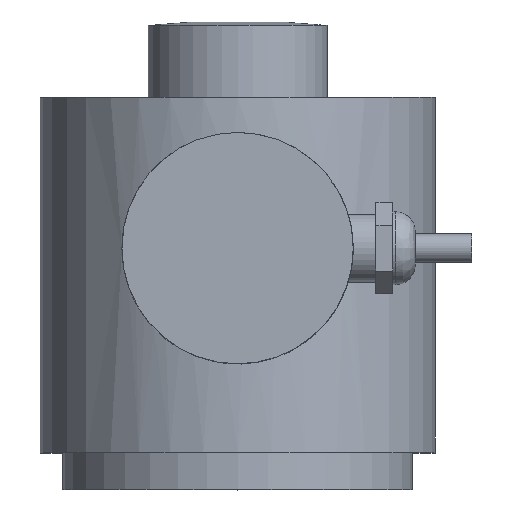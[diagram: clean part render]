
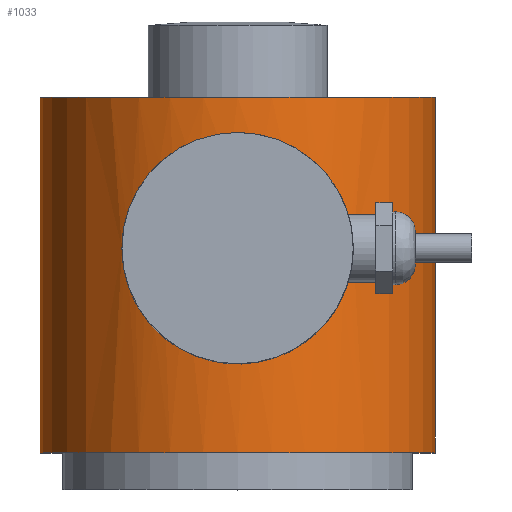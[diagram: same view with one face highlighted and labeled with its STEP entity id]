
A CAD part, top view. The second image highlights one B-rep face of the part: STEP entity #1033.
In plain terms, the highlighted cylindrical face has radius 35 mm (diameter 70 mm), a full revolution.
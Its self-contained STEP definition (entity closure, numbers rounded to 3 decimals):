
#66=B_SPLINE_CURVE_WITH_KNOTS('',3,(#4209,#4210,#4211,#4212,#4213,#4214,
#4215,#4216,#4217,#4218,#4219,#4220,#4221,#4222,#4223,#4224,#4225,#4226,
#4227,#4228,#4229,#4230,#4231,#4232,#4233,#4234,#4235,#4236,#4237,#4238,
#4239,#4240,#4241,#4242),.UNSPECIFIED.,.F.,.F.,(4,2,2,2,2,2,2,2,2,2,2,2,
2,2,2,2,4),(0.,0.399,0.798,1.196,1.595,
1.991,2.388,2.784,3.181,3.577,
3.974,4.37,4.767,5.166,5.564,
5.963,6.362),.UNSPECIFIED.);
#67=B_SPLINE_CURVE_WITH_KNOTS('',3,(#4243,#4244,#4245,#4246,#4247,#4248,
#4249,#4250,#4251,#4252,#4253,#4254,#4255,#4256,#4257,#4258,#4259,#4260,
#4261,#4262,#4263,#4264,#4265,#4266,#4267,#4268,#4269,#4270,#4271,#4272,
#4273,#4274,#4275,#4276),.UNSPECIFIED.,.F.,.F.,(4,2,2,2,2,2,2,2,2,2,2,2,
2,2,2,2,4),(6.362,6.761,7.159,7.558,
7.957,8.353,8.75,9.146,9.543,
9.939,10.336,10.732,11.129,11.527,
11.926,12.325,12.724),.UNSPECIFIED.);
#84=FACE_BOUND('',#244,.T.);
#172=FACE_OUTER_BOUND('',#243,.T.);
#243=EDGE_LOOP('',(#925,#926,#927,#928));
#244=EDGE_LOOP('',(#929,#930));
#316=LINE('',#4293,#384);
#384=VECTOR('',#1380,35.);
#410=CIRCLE('',#1133,35.);
#412=CIRCLE('',#1136,35.);
#502=VERTEX_POINT('',#4206);
#503=VERTEX_POINT('',#4208);
#506=VERTEX_POINT('',#4286);
#508=VERTEX_POINT('',#4291);
#643=EDGE_CURVE('',#503,#502,#66,.T.);
#644=EDGE_CURVE('',#502,#503,#67,.T.);
#648=EDGE_CURVE('',#506,#506,#410,.T.);
#650=EDGE_CURVE('',#508,#508,#412,.T.);
#651=EDGE_CURVE('',#508,#506,#316,.T.);
#925=ORIENTED_EDGE('',*,*,#650,.F.);
#926=ORIENTED_EDGE('',*,*,#651,.T.);
#927=ORIENTED_EDGE('',*,*,#648,.T.);
#928=ORIENTED_EDGE('',*,*,#651,.F.);
#929=ORIENTED_EDGE('',*,*,#643,.T.);
#930=ORIENTED_EDGE('',*,*,#644,.T.);
#972=CYLINDRICAL_SURFACE('',#1135,35.);
#1033=ADVANCED_FACE('',(#172,#84),#972,.T.);
#1133=AXIS2_PLACEMENT_3D('',#4287,#1372,#1373);
#1135=AXIS2_PLACEMENT_3D('',#4290,#1376,#1377);
#1136=AXIS2_PLACEMENT_3D('',#4292,#1378,#1379);
#1372=DIRECTION('center_axis',(0.,1.,0.));
#1373=DIRECTION('ref_axis',(-1.,0.,0.));
#1376=DIRECTION('center_axis',(0.,1.,0.));
#1377=DIRECTION('ref_axis',(-1.,0.,0.));
#1378=DIRECTION('center_axis',(0.,1.,0.));
#1379=DIRECTION('ref_axis',(-1.,0.,0.));
#1380=DIRECTION('',(0.,-1.,0.));
#4206=CARTESIAN_POINT('',(-20.5,42.7,28.368));
#4208=CARTESIAN_POINT('',(20.5,42.7,28.368));
#4209=CARTESIAN_POINT('Ctrl Pts',(20.5,42.7,28.368));
#4210=CARTESIAN_POINT('Ctrl Pts',(20.5,41.371,28.368));
#4211=CARTESIAN_POINT('Ctrl Pts',(20.369,40.012,28.464));
#4212=CARTESIAN_POINT('Ctrl Pts',(19.833,37.336,28.84));
#4213=CARTESIAN_POINT('Ctrl Pts',(19.428,36.018,29.119));
#4214=CARTESIAN_POINT('Ctrl Pts',(18.374,33.508,29.796));
#4215=CARTESIAN_POINT('Ctrl Pts',(17.724,32.313,30.193));
#4216=CARTESIAN_POINT('Ctrl Pts',(16.232,30.109,31.02));
#4217=CARTESIAN_POINT('Ctrl Pts',(15.39,29.099,31.45));
#4218=CARTESIAN_POINT('Ctrl Pts',(13.606,27.315,32.262));
#4219=CARTESIAN_POINT('Ctrl Pts',(12.599,26.474,32.675));
#4220=CARTESIAN_POINT('Ctrl Pts',(10.394,24.98,33.441));
#4221=CARTESIAN_POINT('Ctrl Pts',(9.196,24.327,33.795));
#4222=CARTESIAN_POINT('Ctrl Pts',(6.678,23.27,34.381));
#4223=CARTESIAN_POINT('Ctrl Pts',(5.356,22.865,34.614));
#4224=CARTESIAN_POINT('Ctrl Pts',(2.678,22.33,34.923));
#4225=CARTESIAN_POINT('Ctrl Pts',(1.322,22.2,35.));
#4226=CARTESIAN_POINT('Ctrl Pts',(-1.322,22.2,35.));
#4227=CARTESIAN_POINT('Ctrl Pts',(-2.678,22.33,34.923));
#4228=CARTESIAN_POINT('Ctrl Pts',(-5.356,22.865,34.614));
#4229=CARTESIAN_POINT('Ctrl Pts',(-6.678,23.27,34.381));
#4230=CARTESIAN_POINT('Ctrl Pts',(-9.196,24.327,33.795));
#4231=CARTESIAN_POINT('Ctrl Pts',(-10.394,24.98,33.441));
#4232=CARTESIAN_POINT('Ctrl Pts',(-12.599,26.474,32.675));
#4233=CARTESIAN_POINT('Ctrl Pts',(-13.606,27.315,32.262));
#4234=CARTESIAN_POINT('Ctrl Pts',(-15.39,29.099,31.45));
#4235=CARTESIAN_POINT('Ctrl Pts',(-16.232,30.109,31.02));
#4236=CARTESIAN_POINT('Ctrl Pts',(-17.724,32.313,30.193));
#4237=CARTESIAN_POINT('Ctrl Pts',(-18.374,33.508,29.796));
#4238=CARTESIAN_POINT('Ctrl Pts',(-19.428,36.018,29.119));
#4239=CARTESIAN_POINT('Ctrl Pts',(-19.833,37.336,28.84));
#4240=CARTESIAN_POINT('Ctrl Pts',(-20.369,40.012,28.464));
#4241=CARTESIAN_POINT('Ctrl Pts',(-20.5,41.371,28.368));
#4242=CARTESIAN_POINT('Ctrl Pts',(-20.5,42.7,28.368));
#4243=CARTESIAN_POINT('Ctrl Pts',(-20.5,42.7,28.368));
#4244=CARTESIAN_POINT('Ctrl Pts',(-20.5,44.029,28.368));
#4245=CARTESIAN_POINT('Ctrl Pts',(-20.369,45.388,28.464));
#4246=CARTESIAN_POINT('Ctrl Pts',(-19.833,48.064,28.84));
#4247=CARTESIAN_POINT('Ctrl Pts',(-19.428,49.382,29.119));
#4248=CARTESIAN_POINT('Ctrl Pts',(-18.374,51.892,29.796));
#4249=CARTESIAN_POINT('Ctrl Pts',(-17.724,53.087,30.193));
#4250=CARTESIAN_POINT('Ctrl Pts',(-16.232,55.291,31.02));
#4251=CARTESIAN_POINT('Ctrl Pts',(-15.39,56.301,31.45));
#4252=CARTESIAN_POINT('Ctrl Pts',(-13.606,58.085,32.262));
#4253=CARTESIAN_POINT('Ctrl Pts',(-12.599,58.926,32.675));
#4254=CARTESIAN_POINT('Ctrl Pts',(-10.394,60.42,33.441));
#4255=CARTESIAN_POINT('Ctrl Pts',(-9.196,61.073,33.795));
#4256=CARTESIAN_POINT('Ctrl Pts',(-6.678,62.13,34.381));
#4257=CARTESIAN_POINT('Ctrl Pts',(-5.356,62.535,34.614));
#4258=CARTESIAN_POINT('Ctrl Pts',(-2.678,63.07,34.923));
#4259=CARTESIAN_POINT('Ctrl Pts',(-1.322,63.2,35.));
#4260=CARTESIAN_POINT('Ctrl Pts',(1.322,63.2,35.));
#4261=CARTESIAN_POINT('Ctrl Pts',(2.678,63.07,34.923));
#4262=CARTESIAN_POINT('Ctrl Pts',(5.356,62.535,34.614));
#4263=CARTESIAN_POINT('Ctrl Pts',(6.678,62.13,34.381));
#4264=CARTESIAN_POINT('Ctrl Pts',(9.196,61.073,33.795));
#4265=CARTESIAN_POINT('Ctrl Pts',(10.394,60.42,33.441));
#4266=CARTESIAN_POINT('Ctrl Pts',(12.599,58.926,32.675));
#4267=CARTESIAN_POINT('Ctrl Pts',(13.606,58.085,32.262));
#4268=CARTESIAN_POINT('Ctrl Pts',(15.39,56.301,31.45));
#4269=CARTESIAN_POINT('Ctrl Pts',(16.232,55.291,31.02));
#4270=CARTESIAN_POINT('Ctrl Pts',(17.724,53.087,30.193));
#4271=CARTESIAN_POINT('Ctrl Pts',(18.374,51.892,29.796));
#4272=CARTESIAN_POINT('Ctrl Pts',(19.428,49.382,29.119));
#4273=CARTESIAN_POINT('Ctrl Pts',(19.833,48.064,28.84));
#4274=CARTESIAN_POINT('Ctrl Pts',(20.369,45.388,28.464));
#4275=CARTESIAN_POINT('Ctrl Pts',(20.5,44.029,28.368));
#4276=CARTESIAN_POINT('Ctrl Pts',(20.5,42.7,28.368));
#4286=CARTESIAN_POINT('',(35.,6.5,0.));
#4287=CARTESIAN_POINT('Origin',(0.,6.5,0.));
#4290=CARTESIAN_POINT('Origin',(0.,6.5,0.));
#4291=CARTESIAN_POINT('',(35.,69.5,0.));
#4292=CARTESIAN_POINT('Origin',(0.,69.5,0.));
#4293=CARTESIAN_POINT('',(35.,6.5,0.));
